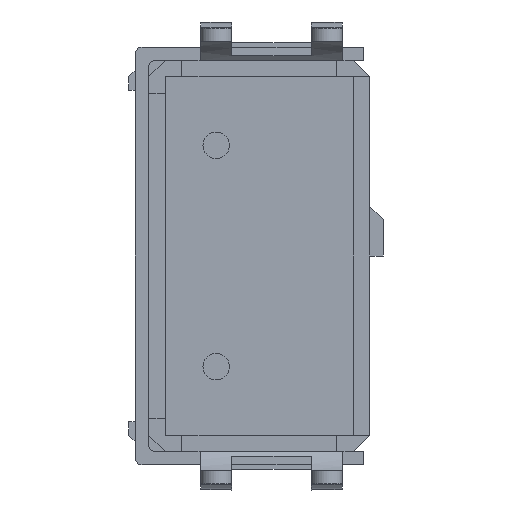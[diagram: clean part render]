
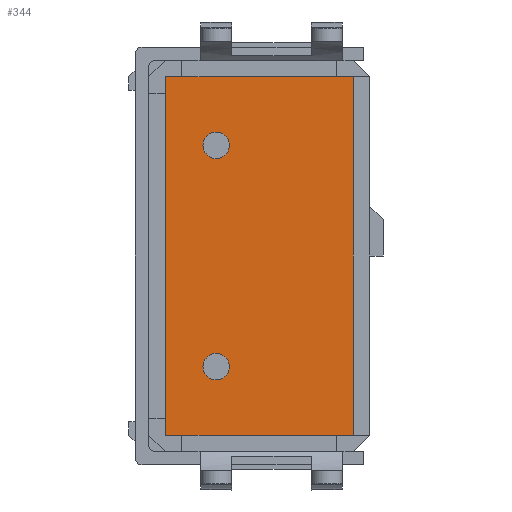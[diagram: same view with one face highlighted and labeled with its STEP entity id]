
A CAD part, front view. The second image highlights one B-rep face of the part: STEP entity #344.
In plain terms, the highlighted planar face has unit normal (0, -1, 0).
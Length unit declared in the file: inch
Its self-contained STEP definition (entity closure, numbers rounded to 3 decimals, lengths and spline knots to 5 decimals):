
#344 = ADVANCED_FACE( '', ( #739 ), #740, .F. );
#739 = FACE_OUTER_BOUND( '', #1247, .T. );
#740 = PLANE( '', #1248 );
#1247 = EDGE_LOOP( '', ( #1984, #1985, #1986, #1987 ) );
#1248 = AXIS2_PLACEMENT_3D( '', #1988, #1989, #1990 );
#1984 = ORIENTED_EDGE( '', *, *, #3165, .F. );
#1985 = ORIENTED_EDGE( '', *, *, #3152, .F. );
#1986 = ORIENTED_EDGE( '', *, *, #3038, .F. );
#1987 = ORIENTED_EDGE( '', *, *, #3166, .F. );
#1988 = CARTESIAN_POINT( '', ( 0., -0.303, 0. ) );
#1989 = DIRECTION( '', ( 0., 1., 0. ) );
#1990 = DIRECTION( '', ( 0., 0., 1. ) );
#3038 = EDGE_CURVE( '', #3655, #3657, #3658, .T. );
#3152 = EDGE_CURVE( '', #3657, #3846, #3847, .T. );
#3165 = EDGE_CURVE( '', #3846, #3864, #3865, .T. );
#3166 = EDGE_CURVE( '', #3864, #3655, #3866, .T. );
#3655 = VERTEX_POINT( '', #4522 );
#3657 = VERTEX_POINT( '', #4525 );
#3658 = LINE( '', #4526, #4527 );
#3846 = VERTEX_POINT( '', #4797 );
#3847 = LINE( '', #4798, #4799 );
#3864 = VERTEX_POINT( '', #4825 );
#3865 = LINE( '', #4826, #4827 );
#3866 = LINE( '', #4828, #4829 );
#4522 = CARTESIAN_POINT( '', ( -0.085, -0.303, 0.162 ) );
#4525 = CARTESIAN_POINT( '', ( 0.085, -0.303, 0.162 ) );
#4526 = CARTESIAN_POINT( '', ( -0.085, -0.303, 0.162 ) );
#4527 = VECTOR( '', #5471, 39.37008 );
#4797 = CARTESIAN_POINT( '', ( 0.085, -0.303, -0.162 ) );
#4798 = CARTESIAN_POINT( '', ( 0.085, -0.303, 0.162 ) );
#4799 = VECTOR( '', #5578, 39.37008 );
#4825 = CARTESIAN_POINT( '', ( -0.085, -0.303, -0.162 ) );
#4826 = CARTESIAN_POINT( '', ( 0.085, -0.303, -0.162 ) );
#4827 = VECTOR( '', #5588, 39.37008 );
#4828 = CARTESIAN_POINT( '', ( -0.085, -0.303, -0.162 ) );
#4829 = VECTOR( '', #5589, 39.37008 );
#5471 = DIRECTION( '', ( 1., 0., 0. ) );
#5578 = DIRECTION( '', ( 0., 0., -1. ) );
#5588 = DIRECTION( '', ( -1., 0., 0. ) );
#5589 = DIRECTION( '', ( 0., 0., 1. ) );
